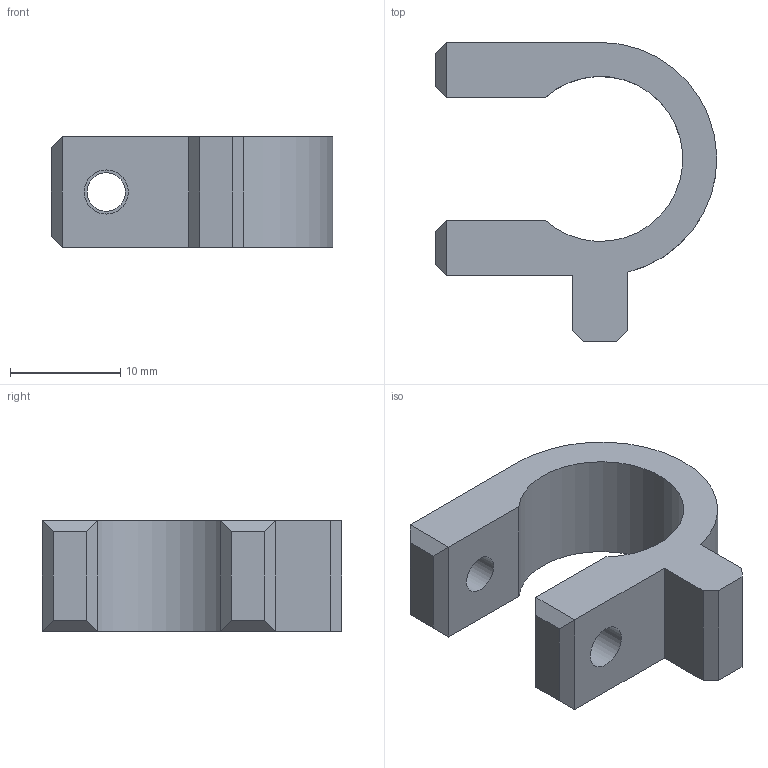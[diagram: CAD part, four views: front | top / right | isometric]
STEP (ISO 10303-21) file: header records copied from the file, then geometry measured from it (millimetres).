
FILE_DESCRIPTION(('FreeCAD Model'),'2;1');
FILE_NAME('Open CASCADE Shape Model','2025-05-24T15:10:55',(''),(''), 'Open CASCADE STEP processor 7.6','FreeCAD','Unknown');
FILE_SCHEMA(('AUTOMOTIVE_DESIGN { 1 0 10303 214 1 1 1 1 }'));
Length unit declared in the file: millimetre
Products named in the file (1): MirrorPart
Bounding box: 25.58 x 27.18 x 10 mm (x, y, z)
Volume: 2401.3 mm3; surface area: 1931.7 mm2
Topology: 1 solids, 1 shells, 25 faces, 61 edges, 38 vertices
Faces by surface type: plane 21, cylinder 4
Full cylindrical faces by diameter (mm): 3.5 x1, 4 x1
Entity records: 1554 total; most frequent: CARTESIAN_POINT 271, DIRECTION 239, LINE 167, VECTOR 167, ORIENTED_EDGE 122, PCURVE 122, DEFINITIONAL_REPRESENTATION 122, EDGE_CURVE 61
